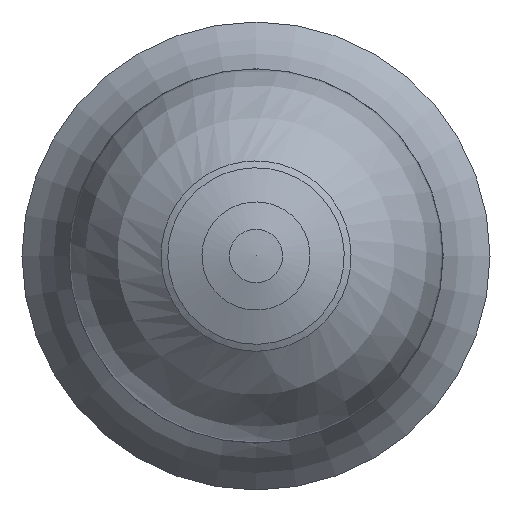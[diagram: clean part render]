
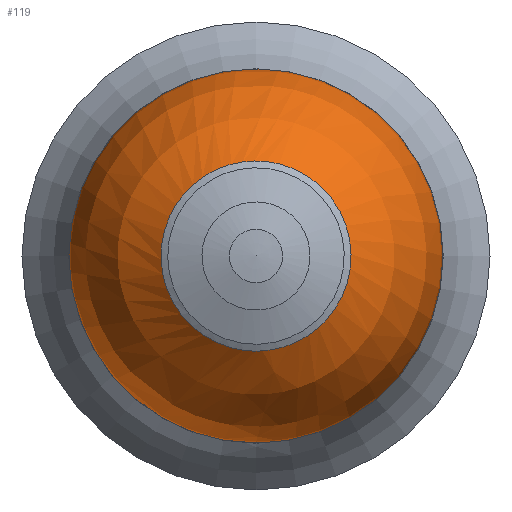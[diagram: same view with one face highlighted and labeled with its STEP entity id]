
A CAD part, left-side view. The second image highlights one B-rep face of the part: STEP entity #119.
In plain terms, the highlighted face is a revolution surface.
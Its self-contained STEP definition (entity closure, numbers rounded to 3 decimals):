
#36=B_SPLINE_CURVE_WITH_KNOTS('',3,(#346,#347,#348,#349,#350,#351,#352),
 .UNSPECIFIED.,.F.,.F.,(4,1,1,1,4),(0.,0.25,0.5,0.75,1.),.UNSPECIFIED.);
#43=SURFACE_OF_REVOLUTION('',#36,#50);
#50=AXIS1_PLACEMENT('',#353,#270);
#55=(
BOUNDED_CURVE()
B_SPLINE_CURVE(3,(#288,#289,#290,#291,#292,#293,#294),.UNSPECIFIED.,.T.,
 .F.)
B_SPLINE_CURVE_WITH_KNOTS((1,3,3,3,1),(-0.5,0.,0.5,1.,1.5),
 .UNSPECIFIED.)
CURVE()
GEOMETRIC_REPRESENTATION_ITEM()
RATIONAL_B_SPLINE_CURVE((1.,0.333,0.333,1.,0.333,
0.333,1.))
REPRESENTATION_ITEM('')
);
#104=FACE_BOUND('',#147,.T.);
#105=FACE_BOUND('',#148,.T.);
#119=ADVANCED_FACE('',(#104,#105),#43,.T.);
#147=EDGE_LOOP('',(#171));
#148=EDGE_LOOP('',(#172));
#171=ORIENTED_EDGE('',*,*,#197,.F.);
#172=ORIENTED_EDGE('',*,*,#191,.T.);
#178=VERTEX_POINT('',#295);
#185=VERTEX_POINT('',#340);
#191=EDGE_CURVE('',#178,#178,#55,.T.);
#197=EDGE_CURVE('',#185,#185,#207,.T.);
#207=CIRCLE('',#225,4.);
#225=AXIS2_PLACEMENT_3D('',#339,#267,#268);
#267=DIRECTION('',(1.,0.,0.));
#268=DIRECTION('',(0.,0.,-1.));
#270=DIRECTION('',(1.,0.,0.));
#288=CARTESIAN_POINT('',(0.554,0.,-2.03));
#289=CARTESIAN_POINT('',(0.554,4.061,-2.03));
#290=CARTESIAN_POINT('',(0.554,4.061,2.03));
#291=CARTESIAN_POINT('',(0.554,0.,2.03));
#292=CARTESIAN_POINT('',(0.554,-4.061,2.03));
#293=CARTESIAN_POINT('',(0.554,-4.061,-2.03));
#294=CARTESIAN_POINT('',(0.554,0.,-2.03));
#295=CARTESIAN_POINT('',(0.556,0.,-2.035));
#339=CARTESIAN_POINT('',(4.,0.,0.));
#340=CARTESIAN_POINT('',(4.,0.,-4.));
#346=CARTESIAN_POINT('',(0.554,-1.767,1.));
#347=CARTESIAN_POINT('',(0.715,-2.082,1.));
#348=CARTESIAN_POINT('',(1.125,-2.667,1.));
#349=CARTESIAN_POINT('',(1.955,-3.346,1.));
#350=CARTESIAN_POINT('',(2.938,-3.775,1.));
#351=CARTESIAN_POINT('',(3.646,-3.873,1.));
#352=CARTESIAN_POINT('',(4.,-3.873,1.));
#353=CARTESIAN_POINT('',(0.,0.,0.));
